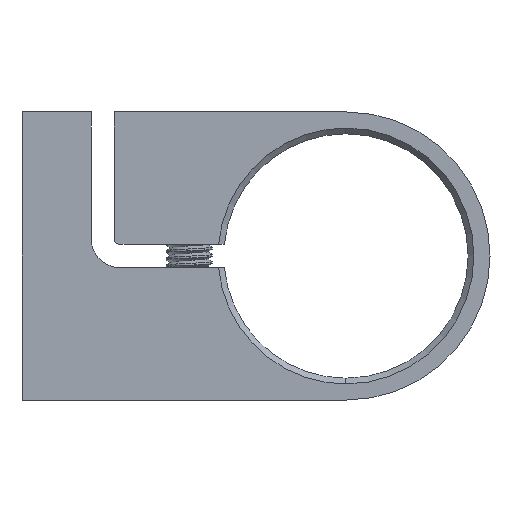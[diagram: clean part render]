
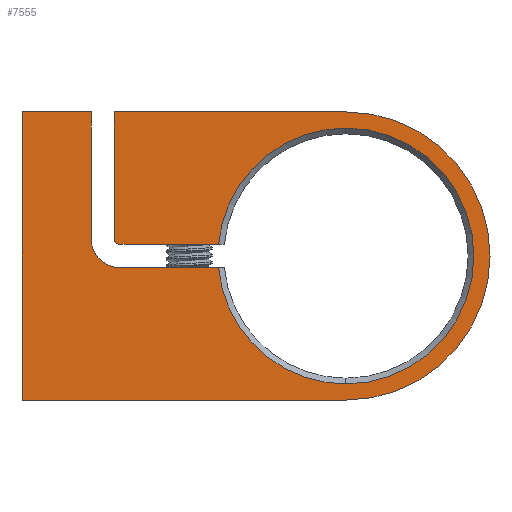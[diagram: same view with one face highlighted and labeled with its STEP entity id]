
A CAD part, front view. The second image highlights one B-rep face of the part: STEP entity #7555.
In plain terms, the highlighted planar face has unit normal (0, -1, 0).
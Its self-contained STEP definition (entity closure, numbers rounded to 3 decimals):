
#87 = DIRECTION ( 'NONE',  ( 0., 1., 0. ) ) ;
#117 = DIRECTION ( 'NONE',  ( 0., 0., 1. ) ) ;
#198 = CARTESIAN_POINT ( 'NONE',  ( -56.2, -8., 25. ) ) ;
#217 = LINE ( 'NONE', #5727, #11192 ) ;
#312 = LINE ( 'NONE', #13968, #8392 ) ;
#383 = AXIS2_PLACEMENT_3D ( 'NONE', #8293, #4083, #11726 ) ;
#538 = VERTEX_POINT ( 'NONE', #5294 ) ;
#694 = CARTESIAN_POINT ( 'NONE',  ( 0., -8., 0. ) ) ;
#844 = ORIENTED_EDGE ( 'NONE', *, *, #8299, .F. ) ;
#1099 = DIRECTION ( 'NONE',  ( 0., 1., 0. ) ) ;
#1137 = CARTESIAN_POINT ( 'NONE',  ( -40.2, -8., 3. ) ) ;
#1195 = DIRECTION ( 'NONE',  ( 0., 0., 1. ) ) ;
#1208 = VECTOR ( 'NONE', #6132, 1000. ) ;
#1301 = CARTESIAN_POINT ( 'NONE',  ( -39.2, -8., 3. ) ) ;
#1500 = DIRECTION ( 'NONE',  ( 1., 0., 0. ) ) ;
#1802 = ORIENTED_EDGE ( 'NONE', *, *, #13024, .F. ) ;
#2176 = CIRCLE ( 'NONE', #3724, 5. ) ;
#2232 = CARTESIAN_POINT ( 'NONE',  ( -44.2, -8., 25. ) ) ;
#2347 = ORIENTED_EDGE ( 'NONE', *, *, #2625, .F. ) ;
#2583 = ORIENTED_EDGE ( 'NONE', *, *, #10165, .F. ) ;
#2624 = VERTEX_POINT ( 'NONE', #8127 ) ;
#2625 = EDGE_CURVE ( 'NONE', #4952, #13519, #5036, .T. ) ;
#2743 = CIRCLE ( 'NONE', #383, 1. ) ;
#2903 = CARTESIAN_POINT ( 'NONE',  ( -44.2, -8., 25. ) ) ;
#3065 = EDGE_CURVE ( 'NONE', #6386, #8233, #217, .T. ) ;
#3339 = EDGE_CURVE ( 'NONE', #8432, #4952, #7782, .T. ) ;
#3679 = CARTESIAN_POINT ( 'NONE',  ( -21.105, -8., -2. ) ) ;
#3724 = AXIS2_PLACEMENT_3D ( 'NONE', #1301, #6769, #6664 ) ;
#3856 = EDGE_LOOP ( 'NONE', ( #8464, #3889, #13820, #13311, #12215, #7601, #2347, #12887, #6701, #844, #1802, #2583, #13267, #13368 ) ) ;
#3889 = ORIENTED_EDGE ( 'NONE', *, *, #7003, .T. ) ;
#3900 = CARTESIAN_POINT ( 'NONE',  ( -56.2, -8., -25. ) ) ;
#4078 = EDGE_CURVE ( 'NONE', #6026, #10996, #6556, .T. ) ;
#4083 = DIRECTION ( 'NONE',  ( 0., 1., 0. ) ) ;
#4289 = AXIS2_PLACEMENT_3D ( 'NONE', #6793, #12248, #117 ) ;
#4581 = LINE ( 'NONE', #3679, #5940 ) ;
#4792 = CARTESIAN_POINT ( 'NONE',  ( 0., -8., -25. ) ) ;
#4938 = CARTESIAN_POINT ( 'NONE',  ( 0., -8., 25. ) ) ;
#4952 = VERTEX_POINT ( 'NONE', #2903 ) ;
#5036 = LINE ( 'NONE', #10369, #12410 ) ;
#5066 = DIRECTION ( 'NONE',  ( 0., 0., 1. ) ) ;
#5137 = FACE_OUTER_BOUND ( 'NONE', #3856, .T. ) ;
#5294 = CARTESIAN_POINT ( 'NONE',  ( 0., -8., 22.2 ) ) ;
#5434 = AXIS2_PLACEMENT_3D ( 'NONE', #8737, #1099, #1195 ) ;
#5560 = CARTESIAN_POINT ( 'NONE',  ( 0., -8., 0. ) ) ;
#5727 = CARTESIAN_POINT ( 'NONE',  ( -21.105, -8., 2. ) ) ;
#5745 = VERTEX_POINT ( 'NONE', #4792 ) ;
#5867 = VECTOR ( 'NONE', #6705, 1000. ) ;
#5940 = VECTOR ( 'NONE', #1500, 1000. ) ;
#6026 = VERTEX_POINT ( 'NONE', #9111 ) ;
#6076 = AXIS2_PLACEMENT_3D ( 'NONE', #694, #8393, #8721 ) ;
#6132 = DIRECTION ( 'NONE',  ( 0., 0., 1. ) ) ;
#6197 = CARTESIAN_POINT ( 'NONE',  ( -39.2, -8., 2. ) ) ;
#6243 = EDGE_CURVE ( 'NONE', #2624, #8432, #11495, .T. ) ;
#6386 = VERTEX_POINT ( 'NONE', #7585 ) ;
#6556 = LINE ( 'NONE', #1137, #5867 ) ;
#6664 = DIRECTION ( 'NONE',  ( 0., 0., 1. ) ) ;
#6701 = ORIENTED_EDGE ( 'NONE', *, *, #6243, .F. ) ;
#6705 = DIRECTION ( 'NONE',  ( 0., 0., 1. ) ) ;
#6769 = DIRECTION ( 'NONE',  ( 0., -1., 0. ) ) ;
#6793 = CARTESIAN_POINT ( 'NONE',  ( 0., -8., 0. ) ) ;
#6980 = LINE ( 'NONE', #4938, #13838 ) ;
#7003 = EDGE_CURVE ( 'NONE', #6386, #538, #12521, .T. ) ;
#7169 = DIRECTION ( 'NONE',  ( 0., 0., -1. ) ) ;
#7430 = VERTEX_POINT ( 'NONE', #12798 ) ;
#7487 = EDGE_CURVE ( 'NONE', #8233, #6026, #2743, .T. ) ;
#7555 = ADVANCED_FACE ( 'NONE', ( #5137 ), #13841, .F. ) ;
#7585 = CARTESIAN_POINT ( 'NONE',  ( -22.11, -8., 2. ) ) ;
#7601 = ORIENTED_EDGE ( 'NONE', *, *, #9888, .F. ) ;
#7782 = LINE ( 'NONE', #2232, #8977 ) ;
#8121 = AXIS2_PLACEMENT_3D ( 'NONE', #5560, #87, #14218 ) ;
#8127 = CARTESIAN_POINT ( 'NONE',  ( -56.2, -8., -25. ) ) ;
#8233 = VERTEX_POINT ( 'NONE', #6197 ) ;
#8234 = AXIS2_PLACEMENT_3D ( 'NONE', #11526, #9460, #5066 ) ;
#8251 = DIRECTION ( 'NONE',  ( 1., 0., 0. ) ) ;
#8255 = CARTESIAN_POINT ( 'NONE',  ( -40.2, -8., 25. ) ) ;
#8293 = CARTESIAN_POINT ( 'NONE',  ( -39.2, -8., 3. ) ) ;
#8299 = EDGE_CURVE ( 'NONE', #5745, #2624, #312, .T. ) ;
#8392 = VECTOR ( 'NONE', #13055, 1000. ) ;
#8393 = DIRECTION ( 'NONE',  ( 0., 1., 0. ) ) ;
#8432 = VERTEX_POINT ( 'NONE', #198 ) ;
#8464 = ORIENTED_EDGE ( 'NONE', *, *, #3065, .F. ) ;
#8505 = VERTEX_POINT ( 'NONE', #11444 ) ;
#8574 = DIRECTION ( 'NONE',  ( 1., 0., 0. ) ) ;
#8628 = CARTESIAN_POINT ( 'NONE',  ( -22.11, -8., -2. ) ) ;
#8721 = DIRECTION ( 'NONE',  ( 0., 0., 1. ) ) ;
#8737 = CARTESIAN_POINT ( 'NONE',  ( 0., -8., 0. ) ) ;
#8977 = VECTOR ( 'NONE', #8574, 1000. ) ;
#9111 = CARTESIAN_POINT ( 'NONE',  ( -40.2, -8., 3. ) ) ;
#9190 = CIRCLE ( 'NONE', #8121, 22.2 ) ;
#9425 = VERTEX_POINT ( 'NONE', #8628 ) ;
#9460 = DIRECTION ( 'NONE',  ( 0., 1., 0. ) ) ;
#9873 = CIRCLE ( 'NONE', #4289, 22.2 ) ;
#9888 = EDGE_CURVE ( 'NONE', #13519, #7430, #2176, .T. ) ;
#10165 = EDGE_CURVE ( 'NONE', #10996, #8505, #6980, .T. ) ;
#10261 = CARTESIAN_POINT ( 'NONE',  ( -44.2, -8., 3. ) ) ;
#10369 = CARTESIAN_POINT ( 'NONE',  ( -44.2, -8., 3. ) ) ;
#10684 = EDGE_CURVE ( 'NONE', #7430, #9425, #4581, .T. ) ;
#10784 = CARTESIAN_POINT ( 'NONE',  ( 0., -8., -22.2 ) ) ;
#10996 = VERTEX_POINT ( 'NONE', #8255 ) ;
#11192 = VECTOR ( 'NONE', #13390, 1000. ) ;
#11432 = EDGE_CURVE ( 'NONE', #538, #14062, #9190, .T. ) ;
#11444 = CARTESIAN_POINT ( 'NONE',  ( 0., -8., 25. ) ) ;
#11495 = LINE ( 'NONE', #3900, #1208 ) ;
#11526 = CARTESIAN_POINT ( 'NONE',  ( 0., -8., 0. ) ) ;
#11726 = DIRECTION ( 'NONE',  ( 0., 0., 1. ) ) ;
#11730 = CIRCLE ( 'NONE', #8234, 25. ) ;
#11970 = EDGE_CURVE ( 'NONE', #14062, #9425, #9873, .T. ) ;
#12215 = ORIENTED_EDGE ( 'NONE', *, *, #10684, .F. ) ;
#12248 = DIRECTION ( 'NONE',  ( 0., 1., 0. ) ) ;
#12410 = VECTOR ( 'NONE', #7169, 1000. ) ;
#12521 = CIRCLE ( 'NONE', #5434, 22.2 ) ;
#12798 = CARTESIAN_POINT ( 'NONE',  ( -39.2, -8., -2. ) ) ;
#12887 = ORIENTED_EDGE ( 'NONE', *, *, #3339, .F. ) ;
#13024 = EDGE_CURVE ( 'NONE', #8505, #5745, #11730, .T. ) ;
#13055 = DIRECTION ( 'NONE',  ( -1., 0., 0. ) ) ;
#13267 = ORIENTED_EDGE ( 'NONE', *, *, #4078, .F. ) ;
#13311 = ORIENTED_EDGE ( 'NONE', *, *, #11970, .T. ) ;
#13368 = ORIENTED_EDGE ( 'NONE', *, *, #7487, .F. ) ;
#13390 = DIRECTION ( 'NONE',  ( -1., 0., 0. ) ) ;
#13519 = VERTEX_POINT ( 'NONE', #10261 ) ;
#13820 = ORIENTED_EDGE ( 'NONE', *, *, #11432, .T. ) ;
#13838 = VECTOR ( 'NONE', #8251, 1000. ) ;
#13841 = PLANE ( 'NONE',  #6076 ) ;
#13968 = CARTESIAN_POINT ( 'NONE',  ( 0., -8., -25. ) ) ;
#14062 = VERTEX_POINT ( 'NONE', #10784 ) ;
#14218 = DIRECTION ( 'NONE',  ( 0., 0., 1. ) ) ;
